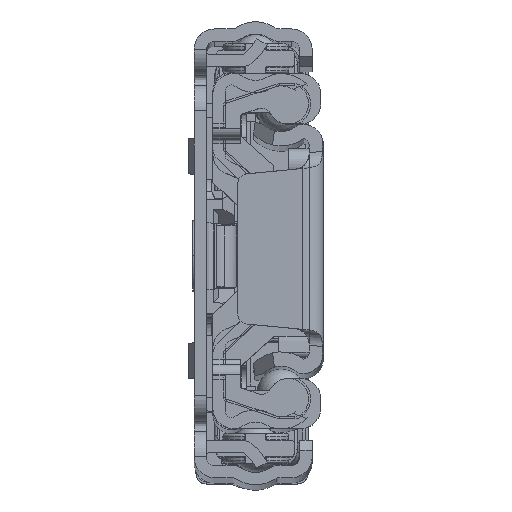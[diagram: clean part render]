
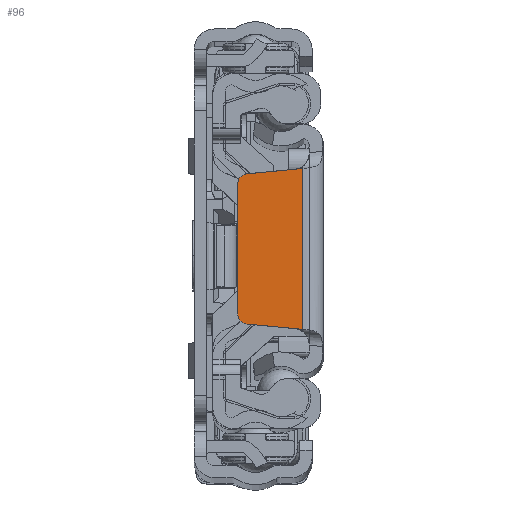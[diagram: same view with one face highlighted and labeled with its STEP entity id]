
A CAD part, top view. The second image highlights one B-rep face of the part: STEP entity #96.
In plain terms, the highlighted face is planar.
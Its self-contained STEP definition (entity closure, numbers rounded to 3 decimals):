
#96 = ADVANCED_FACE ( 'NONE', ( #52883 ), #32045, .F. ) ;
#2506 = EDGE_CURVE ( 'NONE', #67492, #42385, #17213, .T. ) ;
#7887 = VERTEX_POINT ( 'NONE', #25544 ) ;
#8376 = VECTOR ( 'NONE', #36069, 1000. ) ;
#9389 = ORIENTED_EDGE ( 'NONE', *, *, #11149, .F. ) ;
#9528 = CIRCLE ( 'NONE', #41944, 1. ) ;
#10795 = DIRECTION ( 'NONE',  ( 0., 0., 1. ) ) ;
#11149 = EDGE_CURVE ( 'NONE', #26876, #67492, #39173, .T. ) ;
#11922 = ORIENTED_EDGE ( 'NONE', *, *, #2506, .F. ) ;
#12287 = VERTEX_POINT ( 'NONE', #38473 ) ;
#13070 = VECTOR ( 'NONE', #19582, 1000. ) ;
#13544 = AXIS2_PLACEMENT_3D ( 'NONE', #56679, #28959, #27958 ) ;
#15673 = DIRECTION ( 'NONE',  ( 0., 0., -1. ) ) ;
#17213 = LINE ( 'NONE', #18989, #8376 ) ;
#18629 = CARTESIAN_POINT ( 'NONE',  ( -7.495, 7.386, 0. ) ) ;
#18869 = CARTESIAN_POINT ( 'NONE',  ( -2.758, 7.837, 0. ) ) ;
#18989 = CARTESIAN_POINT ( 'NONE',  ( -8.4, 7.3, 0. ) ) ;
#19582 = DIRECTION ( 'NONE',  ( 0., -1., 0. ) ) ;
#20990 = ORIENTED_EDGE ( 'NONE', *, *, #57593, .F. ) ;
#21162 = DIRECTION ( 'NONE',  ( 0.995, -0.095, 0. ) ) ;
#21231 = VECTOR ( 'NONE', #56713, 1000. ) ;
#21300 = VERTEX_POINT ( 'NONE', #59366 ) ;
#21355 = EDGE_CURVE ( 'NONE', #50631, #12287, #29581, .T. ) ;
#25205 = CARTESIAN_POINT ( 'NONE',  ( -2., -7.91, 0. ) ) ;
#25544 = CARTESIAN_POINT ( 'NONE',  ( -8.4, 6.391, 0. ) ) ;
#25607 = LINE ( 'NONE', #62638, #21231 ) ;
#25933 = CIRCLE ( 'NONE', #13544, 1. ) ;
#26876 = VERTEX_POINT ( 'NONE', #67893 ) ;
#27495 = VERTEX_POINT ( 'NONE', #68302 ) ;
#27958 = DIRECTION ( 'NONE',  ( 1., 0., 0. ) ) ;
#28959 = DIRECTION ( 'NONE',  ( 0., 0., -1. ) ) ;
#29581 = LINE ( 'NONE', #25205, #35811 ) ;
#31446 = CARTESIAN_POINT ( 'NONE',  ( -2., -13.87, 0. ) ) ;
#31706 = EDGE_CURVE ( 'NONE', #26876, #50631, #62642, .T. ) ;
#31958 = CARTESIAN_POINT ( 'NONE',  ( -2., 7.91, 0. ) ) ;
#32045 = PLANE ( 'NONE',  #36784 ) ;
#34113 = CARTESIAN_POINT ( 'NONE',  ( -2., -7.91, 0. ) ) ;
#35811 = VECTOR ( 'NONE', #48187, 1000. ) ;
#35896 = EDGE_CURVE ( 'NONE', #27495, #7887, #25607, .T. ) ;
#36069 = DIRECTION ( 'NONE',  ( -0.995, -0.095, 0. ) ) ;
#36784 = AXIS2_PLACEMENT_3D ( 'NONE', #37768, #10795, #50295 ) ;
#37676 = DIRECTION ( 'NONE',  ( -0.995, -0.095, 0. ) ) ;
#37768 = CARTESIAN_POINT ( 'NONE',  ( -4.143, -13.87, 0. ) ) ;
#38233 = CARTESIAN_POINT ( 'NONE',  ( -8.4, -7.3, 0. ) ) ;
#38473 = CARTESIAN_POINT ( 'NONE',  ( -2.758, -7.837, 0. ) ) ;
#39173 = LINE ( 'NONE', #31958, #54183 ) ;
#39234 = ORIENTED_EDGE ( 'NONE', *, *, #67274, .T. ) ;
#39462 = ORIENTED_EDGE ( 'NONE', *, *, #21355, .T. ) ;
#41686 = LINE ( 'NONE', #38233, #56701 ) ;
#41944 = AXIS2_PLACEMENT_3D ( 'NONE', #72590, #15673, #61177 ) ;
#42385 = VERTEX_POINT ( 'NONE', #18629 ) ;
#44579 = EDGE_LOOP ( 'NONE', ( #20990, #39234, #45596, #64237, #11922, #9389, #55858, #39462 ) ) ;
#45596 = ORIENTED_EDGE ( 'NONE', *, *, #35896, .T. ) ;
#48187 = DIRECTION ( 'NONE',  ( -0.995, 0.095, 0. ) ) ;
#50295 = DIRECTION ( 'NONE',  ( 1., 0., 0. ) ) ;
#50631 = VERTEX_POINT ( 'NONE', #34113 ) ;
#52883 = FACE_OUTER_BOUND ( 'NONE', #44579, .T. ) ;
#54183 = VECTOR ( 'NONE', #37676, 1000. ) ;
#55858 = ORIENTED_EDGE ( 'NONE', *, *, #31706, .T. ) ;
#56679 = CARTESIAN_POINT ( 'NONE',  ( -7.4, 6.391, 0. ) ) ;
#56701 = VECTOR ( 'NONE', #21162, 1000. ) ;
#56713 = DIRECTION ( 'NONE',  ( 0., 1., 0. ) ) ;
#57593 = EDGE_CURVE ( 'NONE', #21300, #12287, #41686, .T. ) ;
#59366 = CARTESIAN_POINT ( 'NONE',  ( -7.495, -7.386, 0. ) ) ;
#61177 = DIRECTION ( 'NONE',  ( 1., 0., 0. ) ) ;
#62638 = CARTESIAN_POINT ( 'NONE',  ( -8.4, 8.1, 0. ) ) ;
#62642 = LINE ( 'NONE', #31446, #13070 ) ;
#64237 = ORIENTED_EDGE ( 'NONE', *, *, #69627, .T. ) ;
#67274 = EDGE_CURVE ( 'NONE', #21300, #27495, #9528, .T. ) ;
#67492 = VERTEX_POINT ( 'NONE', #18869 ) ;
#67893 = CARTESIAN_POINT ( 'NONE',  ( -2., 7.91, 0. ) ) ;
#68302 = CARTESIAN_POINT ( 'NONE',  ( -8.4, -6.391, 0. ) ) ;
#69627 = EDGE_CURVE ( 'NONE', #7887, #42385, #25933, .T. ) ;
#72590 = CARTESIAN_POINT ( 'NONE',  ( -7.4, -6.391, 0. ) ) ;
